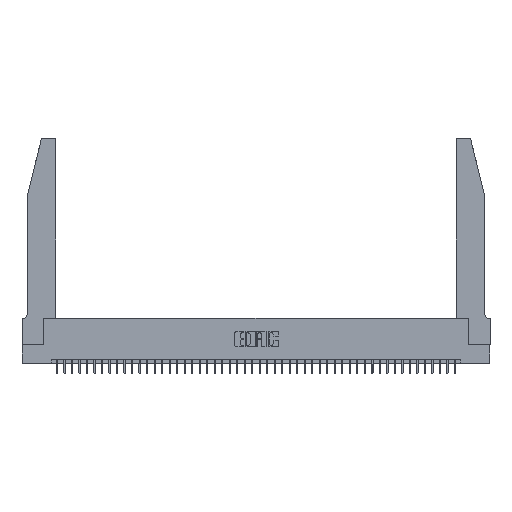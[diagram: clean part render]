
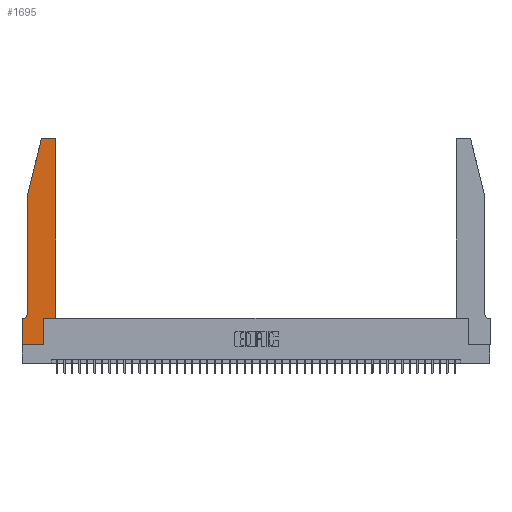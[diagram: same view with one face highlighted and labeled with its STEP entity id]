
A CAD part, top view. The second image highlights one B-rep face of the part: STEP entity #1695.
In plain terms, the highlighted planar face has unit normal (0, 0, 1).
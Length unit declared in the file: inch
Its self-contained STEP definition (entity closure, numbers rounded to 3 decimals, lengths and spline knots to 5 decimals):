
#274 = DIRECTION ( 'NONE',  ( 0., 0., 1. ) ) ;
#475 = VECTOR ( 'NONE', #24635, 39.37008 ) ;
#985 = VECTOR ( 'NONE', #28958, 39.37008 ) ;
#1043 = LINE ( 'NONE', #12369, #35040 ) ;
#1695 = ADVANCED_FACE ( 'NONE', ( #31945 ), #7447, .T. ) ;
#1735 = VERTEX_POINT ( 'NONE', #28481 ) ;
#2028 = ORIENTED_EDGE ( 'NONE', *, *, #38672, .T. ) ;
#2704 = LINE ( 'NONE', #30899, #475 ) ;
#3350 = CARTESIAN_POINT ( 'NONE',  ( 0.4205, 2.75, 0.37 ) ) ;
#3793 = VERTEX_POINT ( 'NONE', #17065 ) ;
#3839 = ORIENTED_EDGE ( 'NONE', *, *, #43113, .T. ) ;
#4395 = EDGE_CURVE ( 'NONE', #27803, #3793, #25944, .T. ) ;
#5127 = CARTESIAN_POINT ( 'NONE',  ( 0.25487, 2.72718, 0.37 ) ) ;
#5527 = DIRECTION ( 'NONE',  ( 1., 0., 0. ) ) ;
#6038 = VECTOR ( 'NONE', #43491, 39.37008 ) ;
#6089 = DIRECTION ( 'NONE',  ( 0., 0., 1. ) ) ;
#6177 = ORIENTED_EDGE ( 'NONE', *, *, #19232, .T. ) ;
#6267 = CARTESIAN_POINT ( 'NONE',  ( 0.0055, 0.35, 0.37 ) ) ;
#6506 = VECTOR ( 'NONE', #27652, 39.37008 ) ;
#6522 = ORIENTED_EDGE ( 'NONE', *, *, #4395, .T. ) ;
#6608 = LINE ( 'NONE', #31548, #6506 ) ;
#7360 = ORIENTED_EDGE ( 'NONE', *, *, #28402, .T. ) ;
#7447 = PLANE ( 'NONE',  #8221 ) ;
#8221 = AXIS2_PLACEMENT_3D ( 'NONE', #18060, #274, #25928 ) ;
#8506 = VECTOR ( 'NONE', #32478, 39.37008 ) ;
#9062 = VECTOR ( 'NONE', #16566, 39.37008 ) ;
#9077 = ORIENTED_EDGE ( 'NONE', *, *, #24417, .T. ) ;
#9184 = VERTEX_POINT ( 'NONE', #3350 ) ;
#10562 = CARTESIAN_POINT ( 'NONE',  ( 0.0755, 2., 0.37 ) ) ;
#11648 = LINE ( 'NONE', #25752, #16647 ) ;
#11876 = DIRECTION ( 'NONE',  ( 0., 1., 0. ) ) ;
#12342 = CARTESIAN_POINT ( 'NONE',  ( 0.4505, 0.35, 0.37 ) ) ;
#12369 = CARTESIAN_POINT ( 'NONE',  ( 0.4505, 0.35, 0.37 ) ) ;
#12530 = ORIENTED_EDGE ( 'NONE', *, *, #13426, .T. ) ;
#12682 = DIRECTION ( 'NONE',  ( 0., 0., 1. ) ) ;
#12879 = ORIENTED_EDGE ( 'NONE', *, *, #35587, .T. ) ;
#13426 = EDGE_CURVE ( 'NONE', #24529, #43165, #11648, .T. ) ;
#13765 = CARTESIAN_POINT ( 'NONE',  ( 0., 0.35, 0.37 ) ) ;
#14548 = DIRECTION ( 'NONE',  ( 0., 1., 0. ) ) ;
#14608 = CARTESIAN_POINT ( 'NONE',  ( 0.0755, 2., 0.37 ) ) ;
#15205 = VERTEX_POINT ( 'NONE', #25934 ) ;
#15346 = LINE ( 'NONE', #33821, #6038 ) ;
#15666 = ORIENTED_EDGE ( 'NONE', *, *, #21216, .T. ) ;
#16463 = EDGE_LOOP ( 'NONE', ( #7360, #26554, #3839, #6522, #26613, #38275, #9077, #15666, #6177, #2028, #12530, #12879 ) ) ;
#16566 = DIRECTION ( 'NONE',  ( -0.239, -0.971, 0. ) ) ;
#16647 = VECTOR ( 'NONE', #11876, 39.37008 ) ;
#17065 = CARTESIAN_POINT ( 'NONE',  ( 0.0755, 0.42, 0.37 ) ) ;
#17596 = VERTEX_POINT ( 'NONE', #5127 ) ;
#17782 = CIRCLE ( 'NONE', #37720, 0.03 ) ;
#18060 = CARTESIAN_POINT ( 'NONE',  ( 0., 0.35, 0.37 ) ) ;
#18083 = VERTEX_POINT ( 'NONE', #13765 ) ;
#18228 = CARTESIAN_POINT ( 'NONE',  ( 0.2865, 0.35, 0.37 ) ) ;
#19232 = EDGE_CURVE ( 'NONE', #23358, #45526, #24967, .T. ) ;
#19848 = CARTESIAN_POINT ( 'NONE',  ( 0.0755, 2., 0.37 ) ) ;
#20108 = AXIS2_PLACEMENT_3D ( 'NONE', #27478, #12682, #5527 ) ;
#21216 = EDGE_CURVE ( 'NONE', #15205, #23358, #2704, .T. ) ;
#21859 = CARTESIAN_POINT ( 'NONE',  ( 0.0755, 0.35, 0.37 ) ) ;
#22250 = EDGE_CURVE ( 'NONE', #1735, #17596, #17782, .T. ) ;
#23191 = CARTESIAN_POINT ( 'NONE',  ( 0.284, 2.72, 0.37 ) ) ;
#23358 = VERTEX_POINT ( 'NONE', #38627 ) ;
#24417 = EDGE_CURVE ( 'NONE', #18083, #15205, #15346, .T. ) ;
#24529 = VERTEX_POINT ( 'NONE', #12342 ) ;
#24635 = DIRECTION ( 'NONE',  ( 1., 0., 0. ) ) ;
#24967 = LINE ( 'NONE', #39035, #25026 ) ;
#25026 = VECTOR ( 'NONE', #14548, 39.37008 ) ;
#25186 = VERTEX_POINT ( 'NONE', #6267 ) ;
#25752 = CARTESIAN_POINT ( 'NONE',  ( 0.4505, 0.35, 0.37 ) ) ;
#25928 = DIRECTION ( 'NONE',  ( 1., 0., 0. ) ) ;
#25934 = CARTESIAN_POINT ( 'NONE',  ( 0., 0., 0.37 ) ) ;
#25944 = LINE ( 'NONE', #14608, #985 ) ;
#26492 = CARTESIAN_POINT ( 'NONE',  ( 0.0055, 0.42, 0.37 ) ) ;
#26554 = ORIENTED_EDGE ( 'NONE', *, *, #22250, .T. ) ;
#26613 = ORIENTED_EDGE ( 'NONE', *, *, #36027, .T. ) ;
#27478 = CARTESIAN_POINT ( 'NONE',  ( 0.4205, 2.72, 0.37 ) ) ;
#27538 = CIRCLE ( 'NONE', #39292, 0.07 ) ;
#27652 = DIRECTION ( 'NONE',  ( -1., 0., 0. ) ) ;
#27803 = VERTEX_POINT ( 'NONE', #19848 ) ;
#28347 = CARTESIAN_POINT ( 'NONE',  ( 0.4505, 2.72, 0.37 ) ) ;
#28402 = EDGE_CURVE ( 'NONE', #9184, #1735, #6608, .T. ) ;
#28481 = CARTESIAN_POINT ( 'NONE',  ( 0.284, 2.75, 0.37 ) ) ;
#28958 = DIRECTION ( 'NONE',  ( 0., -1., 0. ) ) ;
#30351 = DIRECTION ( 'NONE',  ( 1., 0., 0. ) ) ;
#30899 = CARTESIAN_POINT ( 'NONE',  ( 0., 0., 0.37 ) ) ;
#31548 = CARTESIAN_POINT ( 'NONE',  ( 0.2605, 2.75, 0.37 ) ) ;
#31945 = FACE_OUTER_BOUND ( 'NONE', #16463, .T. ) ;
#32478 = DIRECTION ( 'NONE',  ( -1., 0., 0. ) ) ;
#32653 = CIRCLE ( 'NONE', #20108, 0.03 ) ;
#33641 = DIRECTION ( 'NONE',  ( 0., 0., -1. ) ) ;
#33821 = CARTESIAN_POINT ( 'NONE',  ( 0., 0., 0.37 ) ) ;
#35040 = VECTOR ( 'NONE', #43975, 39.37008 ) ;
#35587 = EDGE_CURVE ( 'NONE', #43165, #9184, #32653, .T. ) ;
#36027 = EDGE_CURVE ( 'NONE', #3793, #25186, #27538, .T. ) ;
#37720 = AXIS2_PLACEMENT_3D ( 'NONE', #23191, #6089, #30351 ) ;
#38275 = ORIENTED_EDGE ( 'NONE', *, *, #38755, .T. ) ;
#38627 = CARTESIAN_POINT ( 'NONE',  ( 0.2865, 0., 0.37 ) ) ;
#38672 = EDGE_CURVE ( 'NONE', #45526, #24529, #1043, .T. ) ;
#38755 = EDGE_CURVE ( 'NONE', #25186, #18083, #43746, .T. ) ;
#39035 = CARTESIAN_POINT ( 'NONE',  ( 0.2865, 0.35, 0.37 ) ) ;
#39292 = AXIS2_PLACEMENT_3D ( 'NONE', #26492, #33641, #43996 ) ;
#42161 = LINE ( 'NONE', #10562, #9062 ) ;
#43113 = EDGE_CURVE ( 'NONE', #17596, #27803, #42161, .T. ) ;
#43165 = VERTEX_POINT ( 'NONE', #28347 ) ;
#43491 = DIRECTION ( 'NONE',  ( 0., -1., 0. ) ) ;
#43746 = LINE ( 'NONE', #21859, #8506 ) ;
#43975 = DIRECTION ( 'NONE',  ( 1., 0., 0. ) ) ;
#43996 = DIRECTION ( 'NONE',  ( -1., 0., 0. ) ) ;
#45526 = VERTEX_POINT ( 'NONE', #18228 ) ;
